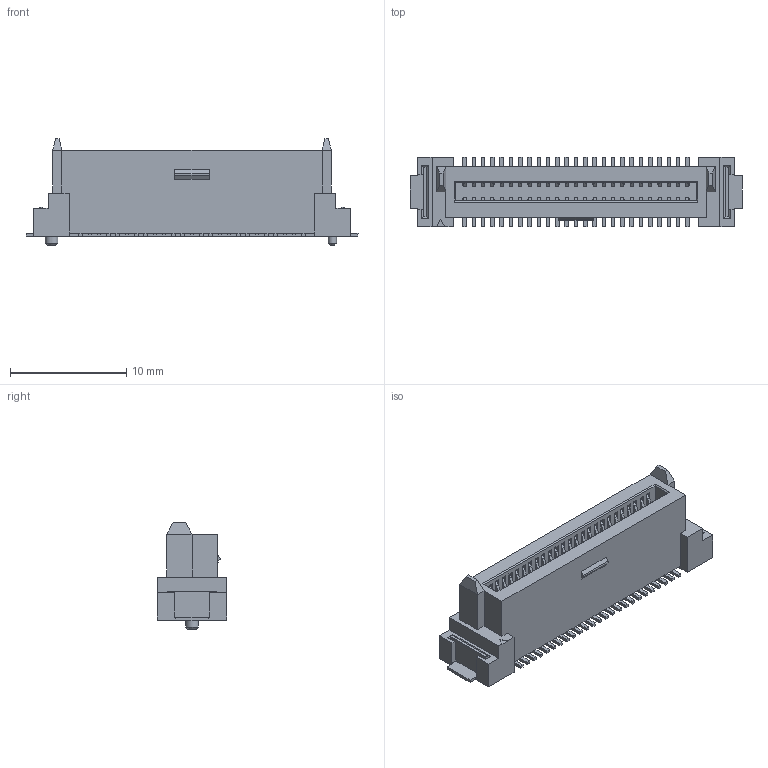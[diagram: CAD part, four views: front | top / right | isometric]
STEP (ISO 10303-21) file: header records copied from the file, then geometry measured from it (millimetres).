
FILE_DESCRIPTION( ('This file contains a STEP AP42 implementation' ,'as created by ZW3D STEP Interface translator.') ,'2;1' );
FILE_NAME( '3614-SXXX-074S1R01.stp' ,'23 321.135042', (''), ('ZWCAD Software Co.'), 'Version 1.0', 'ZW3D to STEP translator', '' );
FILE_SCHEMA(('AUTOMOTIVE_DESIGN { 1 0 10303 214 1 1 1 1 }'));
Length unit declared in the file: millimetre
Products named in the file (2): 0; 3614-SXXX-074S1R01
Bounding box: 28.6 x 6 x 9.2 mm (x, y, z)
Volume: 640.9 mm3; surface area: 1264.1 mm2
Topology: 1 solids, 1 shells, 1497 faces, 3757 edges, 2266 vertices
Faces by surface type: plane 941, bspline 302, cylinder 252, cone 2
Full cylindrical faces by diameter (mm): 0.7 x1, 1.1 x1
Entity records: 52858 total; most frequent: CARTESIAN_POINT 20047, ORIENTED_EDGE 7514, DIRECTION 4537, EDGE_CURVE 3757, VERTEX_POINT 2266, VECTOR 1929, LINE 1929, B_SPLINE_CURVE_WITH_KNOTS 1720
